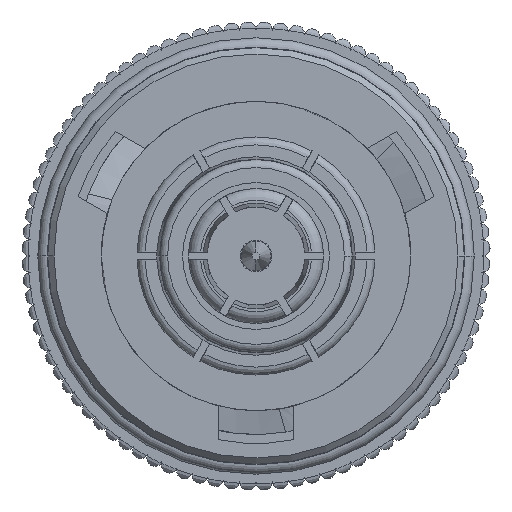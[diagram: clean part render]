
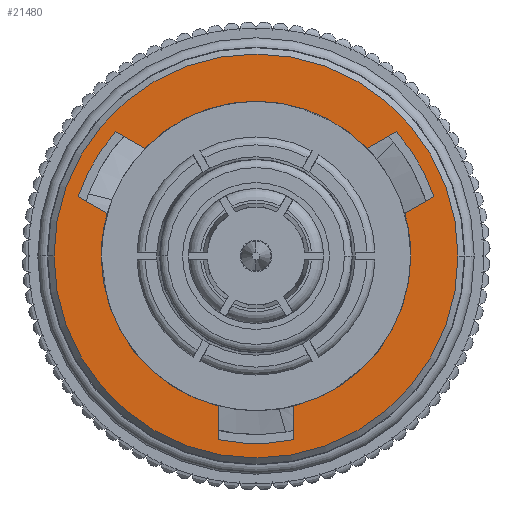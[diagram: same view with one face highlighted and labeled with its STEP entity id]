
A CAD part, left-side view. The second image highlights one B-rep face of the part: STEP entity #21480.
In plain terms, the highlighted face is planar.
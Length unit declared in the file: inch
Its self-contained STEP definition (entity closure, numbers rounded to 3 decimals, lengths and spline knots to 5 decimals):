
#1 = EDGE_CURVE ( 'NONE', #16244, #21807, #7634, .T. ) ;
#238 = VERTEX_POINT ( 'NONE', #12929 ) ;
#369 = EDGE_CURVE ( 'NONE', #7738, #18648, #20235, .T. ) ;
#480 = DIRECTION ( 'NONE',  ( 0., -0.5, -0.866 ) ) ;
#777 = CARTESIAN_POINT ( 'NONE',  ( 0., 0.2314, -0.0475 ) ) ;
#930 = EDGE_CURVE ( 'NONE', #19556, #15204, #4549, .T. ) ;
#1064 = CARTESIAN_POINT ( 'NONE',  ( 0., -0.07456, -0.22414 ) ) ;
#1126 = VECTOR ( 'NONE', #5389, 39.37008 ) ;
#1324 = DIRECTION ( 'NONE',  ( 0., 0., 1. ) ) ;
#2009 = CIRCLE ( 'NONE', #18963, 0.2545 ) ;
#2087 = EDGE_CURVE ( 'NONE', #24883, #23128, #4135, .T. ) ;
#2197 = EDGE_CURVE ( 'NONE', #238, #21556, #2009, .T. ) ;
#2567 = VECTOR ( 'NONE', #19868, 39.37008 ) ;
#2683 = VECTOR ( 'NONE', #19526, 39.37008 ) ;
#2850 = CARTESIAN_POINT ( 'NONE',  ( 0., -0.15683, 0.17664 ) ) ;
#2925 = CARTESIAN_POINT ( 'NONE',  ( 0., -0.05343, -0.18754 ) ) ;
#3364 = EDGE_CURVE ( 'NONE', #13322, #21807, #16036, .T. ) ;
#3458 = CARTESIAN_POINT ( 'NONE',  ( 0., -0.07456, -0.22414 ) ) ;
#3468 = DIRECTION ( 'NONE',  ( 1., 0., 0. ) ) ;
#3997 = CARTESIAN_POINT ( 'NONE',  ( 0., -0.15683, -0.17664 ) ) ;
#4024 = EDGE_CURVE ( 'NONE', #21556, #238, #4892, .T. ) ;
#4135 = CIRCLE ( 'NONE', #10907, 0.195 ) ;
#4549 = CIRCLE ( 'NONE', #7508, 0.23622 ) ;
#4653 = DIRECTION ( 'NONE',  ( 0., 0., 1. ) ) ;
#4892 = CIRCLE ( 'NONE', #19306, 0.2545 ) ;
#5048 = DIRECTION ( 'NONE',  ( 0., 0., 1. ) ) ;
#5389 = DIRECTION ( 'NONE',  ( 0., -1., 0. ) ) ;
#5497 = DIRECTION ( 'NONE',  ( 0., 0., 1. ) ) ;
#5556 = DIRECTION ( 'NONE',  ( 0., -0.5, 0.866 ) ) ;
#6220 = EDGE_CURVE ( 'NONE', #25393, #25387, #19382, .T. ) ;
#6885 = FACE_BOUND ( 'NONE', #9681, .T. ) ;
#7508 = AXIS2_PLACEMENT_3D ( 'NONE', #15665, #14039, #9564 ) ;
#7569 = AXIS2_PLACEMENT_3D ( 'NONE', #12874, #8505, #4653 ) ;
#7634 = LINE ( 'NONE', #23852, #1126 ) ;
#7698 = EDGE_CURVE ( 'NONE', #12493, #22997, #21734, .T. ) ;
#7701 = ORIENTED_EDGE ( 'NONE', *, *, #12992, .F. ) ;
#7738 = VERTEX_POINT ( 'NONE', #23590 ) ;
#7753 = CARTESIAN_POINT ( 'NONE',  ( 0., -0.05343, 0.18754 ) ) ;
#7767 = CARTESIAN_POINT ( 'NONE',  ( 0., -0.1357, 0.14004 ) ) ;
#8101 = DIRECTION ( 'NONE',  ( -1., 0., 0. ) ) ;
#8206 = CARTESIAN_POINT ( 'NONE',  ( 0., 0.18913, 0.0475 ) ) ;
#8446 = LINE ( 'NONE', #16534, #11461 ) ;
#8505 = DIRECTION ( 'NONE',  ( -1., 0., 0. ) ) ;
#8524 = AXIS2_PLACEMENT_3D ( 'NONE', #25645, #19507, #1324 ) ;
#8764 = AXIS2_PLACEMENT_3D ( 'NONE', #15435, #13332, #5497 ) ;
#8886 = DIRECTION ( 'NONE',  ( -1., 0., 0. ) ) ;
#9414 = ORIENTED_EDGE ( 'NONE', *, *, #4024, .F. ) ;
#9564 = DIRECTION ( 'NONE',  ( 0., 0., 1. ) ) ;
#9617 = CARTESIAN_POINT ( 'NONE',  ( 0., 0.2314, -0.0475 ) ) ;
#9681 = EDGE_LOOP ( 'NONE', ( #14897, #13320, #25724, #19407, #10598, #24704, #16612, #24299, #21357, #12091, #24790, #24695, #7701, #12465 ) ) ;
#10598 = ORIENTED_EDGE ( 'NONE', *, *, #20451, .F. ) ;
#10907 = AXIS2_PLACEMENT_3D ( 'NONE', #22067, #8101, #21806 ) ;
#11289 = CARTESIAN_POINT ( 'NONE',  ( 0., 0.2314, 0.0475 ) ) ;
#11413 = PLANE ( 'NONE',  #25712 ) ;
#11461 = VECTOR ( 'NONE', #480, 39.37008 ) ;
#11659 = AXIS2_PLACEMENT_3D ( 'NONE', #12223, #16337, #18471 ) ;
#12091 = ORIENTED_EDGE ( 'NONE', *, *, #18702, .T. ) ;
#12223 = CARTESIAN_POINT ( 'NONE',  ( 0., 0., 0. ) ) ;
#12347 = CIRCLE ( 'NONE', #8524, 0.195 ) ;
#12465 = ORIENTED_EDGE ( 'NONE', *, *, #7698, .F. ) ;
#12493 = VERTEX_POINT ( 'NONE', #13968 ) ;
#12542 = AXIS2_PLACEMENT_3D ( 'NONE', #22005, #17734, #21872 ) ;
#12756 = CARTESIAN_POINT ( 'NONE',  ( 0., -0.1357, -0.14004 ) ) ;
#12839 = EDGE_CURVE ( 'NONE', #17751, #23128, #13149, .T. ) ;
#12866 = CARTESIAN_POINT ( 'NONE',  ( 0., 0.195, 0. ) ) ;
#12874 = CARTESIAN_POINT ( 'NONE',  ( 0., 0., 0. ) ) ;
#12923 = CIRCLE ( 'NONE', #11659, 0.23622 ) ;
#12929 = CARTESIAN_POINT ( 'NONE',  ( 0., 0., 0.2545 ) ) ;
#12992 = EDGE_CURVE ( 'NONE', #22997, #16244, #18744, .T. ) ;
#13149 = LINE ( 'NONE', #17384, #2683 ) ;
#13157 = DIRECTION ( 'NONE',  ( 0., 0., 1. ) ) ;
#13320 = ORIENTED_EDGE ( 'NONE', *, *, #369, .T. ) ;
#13322 = VERTEX_POINT ( 'NONE', #15746 ) ;
#13332 = DIRECTION ( 'NONE',  ( -1., 0., 0. ) ) ;
#13407 = CARTESIAN_POINT ( 'NONE',  ( 0., 0., -0.2545 ) ) ;
#13778 = VECTOR ( 'NONE', #5556, 39.37008 ) ;
#13823 = DIRECTION ( 'NONE',  ( -1., 0., 0. ) ) ;
#13968 = CARTESIAN_POINT ( 'NONE',  ( 0., 0.18913, -0.0475 ) ) ;
#14039 = DIRECTION ( 'NONE',  ( 1., 0., 0. ) ) ;
#14897 = ORIENTED_EDGE ( 'NONE', *, *, #21991, .T. ) ;
#15204 = VERTEX_POINT ( 'NONE', #3458 ) ;
#15435 = CARTESIAN_POINT ( 'NONE',  ( 0., 0., 0. ) ) ;
#15634 = CARTESIAN_POINT ( 'NONE',  ( 0., -0.07456, 0.22414 ) ) ;
#15665 = CARTESIAN_POINT ( 'NONE',  ( 0., 0., 0. ) ) ;
#15746 = CARTESIAN_POINT ( 'NONE',  ( 0., 0., 0.195 ) ) ;
#15754 = AXIS2_PLACEMENT_3D ( 'NONE', #25791, #3468, #22177 ) ;
#16036 = CIRCLE ( 'NONE', #7569, 0.195 ) ;
#16244 = VERTEX_POINT ( 'NONE', #11289 ) ;
#16337 = DIRECTION ( 'NONE',  ( 1., 0., 0. ) ) ;
#16450 = ORIENTED_EDGE ( 'NONE', *, *, #2197, .F. ) ;
#16534 = CARTESIAN_POINT ( 'NONE',  ( 0., -0.15683, -0.17664 ) ) ;
#16612 = ORIENTED_EDGE ( 'NONE', *, *, #12839, .F. ) ;
#17108 = LINE ( 'NONE', #1064, #21449 ) ;
#17268 = DIRECTION ( 'NONE',  ( -1., 0., 0. ) ) ;
#17324 = EDGE_CURVE ( 'NONE', #25387, #17751, #12923, .T. ) ;
#17384 = CARTESIAN_POINT ( 'NONE',  ( 0., -0.15683, 0.17664 ) ) ;
#17734 = DIRECTION ( 'NONE',  ( -1., 0., 0. ) ) ;
#17751 = VERTEX_POINT ( 'NONE', #2850 ) ;
#18471 = DIRECTION ( 'NONE',  ( 0., 0., 1. ) ) ;
#18648 = VERTEX_POINT ( 'NONE', #2925 ) ;
#18702 = EDGE_CURVE ( 'NONE', #25393, #13322, #12347, .T. ) ;
#18744 = CIRCLE ( 'NONE', #15754, 0.23622 ) ;
#18963 = AXIS2_PLACEMENT_3D ( 'NONE', #23926, #13823, #21933 ) ;
#19271 = CARTESIAN_POINT ( 'NONE',  ( 0., 0., 0. ) ) ;
#19306 = AXIS2_PLACEMENT_3D ( 'NONE', #19271, #17268, #13157 ) ;
#19382 = LINE ( 'NONE', #15634, #13778 ) ;
#19407 = ORIENTED_EDGE ( 'NONE', *, *, #930, .F. ) ;
#19477 = CARTESIAN_POINT ( 'NONE',  ( 0., -0.07456, 0.22414 ) ) ;
#19507 = DIRECTION ( 'NONE',  ( -1., 0., 0. ) ) ;
#19526 = DIRECTION ( 'NONE',  ( 0., 0.5, -0.866 ) ) ;
#19556 = VERTEX_POINT ( 'NONE', #3997 ) ;
#19868 = DIRECTION ( 'NONE',  ( 0., 1., 0. ) ) ;
#20235 = CIRCLE ( 'NONE', #8764, 0.195 ) ;
#20451 = EDGE_CURVE ( 'NONE', #24883, #19556, #8446, .T. ) ;
#21043 = CIRCLE ( 'NONE', #12542, 0.195 ) ;
#21357 = ORIENTED_EDGE ( 'NONE', *, *, #6220, .F. ) ;
#21449 = VECTOR ( 'NONE', #23109, 39.37008 ) ;
#21480 = ADVANCED_FACE ( 'NONE', ( #23247, #6885 ), #11413, .F. ) ;
#21487 = EDGE_CURVE ( 'NONE', #15204, #18648, #17108, .T. ) ;
#21556 = VERTEX_POINT ( 'NONE', #13407 ) ;
#21734 = LINE ( 'NONE', #9617, #2567 ) ;
#21806 = DIRECTION ( 'NONE',  ( 0., 0., 1. ) ) ;
#21807 = VERTEX_POINT ( 'NONE', #8206 ) ;
#21872 = DIRECTION ( 'NONE',  ( 0., 0., 1. ) ) ;
#21933 = DIRECTION ( 'NONE',  ( 0., 0., 1. ) ) ;
#21991 = EDGE_CURVE ( 'NONE', #12493, #7738, #21043, .T. ) ;
#22005 = CARTESIAN_POINT ( 'NONE',  ( 0., 0., 0. ) ) ;
#22067 = CARTESIAN_POINT ( 'NONE',  ( 0., 0., 0. ) ) ;
#22177 = DIRECTION ( 'NONE',  ( 0., 0., 1. ) ) ;
#22997 = VERTEX_POINT ( 'NONE', #777 ) ;
#23109 = DIRECTION ( 'NONE',  ( 0., 0.5, 0.866 ) ) ;
#23128 = VERTEX_POINT ( 'NONE', #7767 ) ;
#23247 = FACE_OUTER_BOUND ( 'NONE', #26108, .T. ) ;
#23590 = CARTESIAN_POINT ( 'NONE',  ( 0., 0., -0.195 ) ) ;
#23852 = CARTESIAN_POINT ( 'NONE',  ( 0., 0.2314, 0.0475 ) ) ;
#23926 = CARTESIAN_POINT ( 'NONE',  ( 0., 0., 0. ) ) ;
#24299 = ORIENTED_EDGE ( 'NONE', *, *, #17324, .F. ) ;
#24695 = ORIENTED_EDGE ( 'NONE', *, *, #1, .F. ) ;
#24704 = ORIENTED_EDGE ( 'NONE', *, *, #2087, .T. ) ;
#24790 = ORIENTED_EDGE ( 'NONE', *, *, #3364, .T. ) ;
#24883 = VERTEX_POINT ( 'NONE', #12756 ) ;
#25387 = VERTEX_POINT ( 'NONE', #19477 ) ;
#25393 = VERTEX_POINT ( 'NONE', #7753 ) ;
#25645 = CARTESIAN_POINT ( 'NONE',  ( 0., 0., 0. ) ) ;
#25712 = AXIS2_PLACEMENT_3D ( 'NONE', #12866, #8886, #5048 ) ;
#25724 = ORIENTED_EDGE ( 'NONE', *, *, #21487, .F. ) ;
#25791 = CARTESIAN_POINT ( 'NONE',  ( 0., 0., 0. ) ) ;
#26108 = EDGE_LOOP ( 'NONE', ( #16450, #9414 ) ) ;
